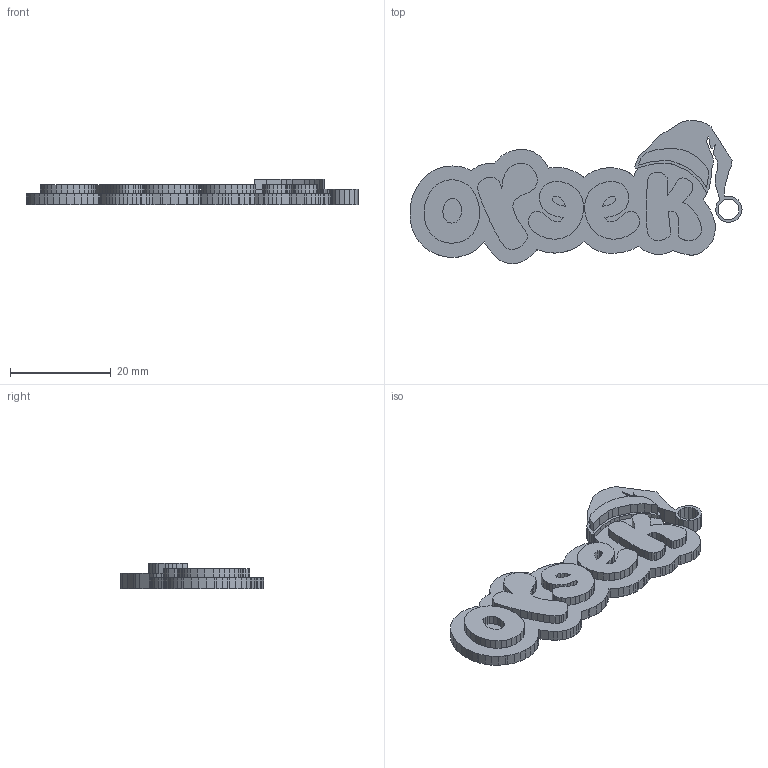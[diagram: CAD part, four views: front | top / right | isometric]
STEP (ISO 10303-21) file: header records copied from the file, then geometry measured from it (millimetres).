
FILE_DESCRIPTION(/* description */ ('STEP AP242 Edition 2','CAx-IF Rec.Pracs.---Representation and Presentation of Product Manufacturing Information (PMI)---4.0---2014-10-13','CAx-IF Rec.Pracs.---3D Tessellated Geometry---0.4---2014-09-14','2;1','CAx-IF Rec.Pracs.---User Defined Attributes---1.5---2016-08-15'),/* implementation_level */ '2;1');
FILE_NAME(/* name */ '69402341d5a1168064c41984',/* time_stamp */ '2025-12-15T15:03:31Z',/* author */ (''),/* organization */ (''),/* preprocessor_version */ 'ST-DEVELOPER v20',/* originating_system */ 'ONSHAPE BY PTC INC, 1.208',/* authorisation */ ' ');
FILE_SCHEMA (('AP242_MANAGED_MODEL_BASED_3D_ENGINEERING_MIM_LF { 1 0 10303 442 3 1 4 }'));
Length unit declared in the file: metre
Products named in the file (9): Part 6; Part 1; Part 2; Part 3; Part 4; Part 5; Part 7; Part 8; Part 9
Bounding box: 65.83 x 28.38 x 5 mm (x, y, z)
Volume: 3509.2 mm3; surface area: 4585.3 mm2
Topology: 9 solids, 9 shells, 940 faces, 2766 edges, 1844 vertices
Faces by surface type: plane 940
Entity records: 30879 total; most frequent: CARTESIAN_POINT 5559, ORIENTED_EDGE 5532, DIRECTION 4664, EDGE_CURVE 2766, LINE 2766, VECTOR 2766, VERTEX_POINT 1844, EDGE_LOOP 960
